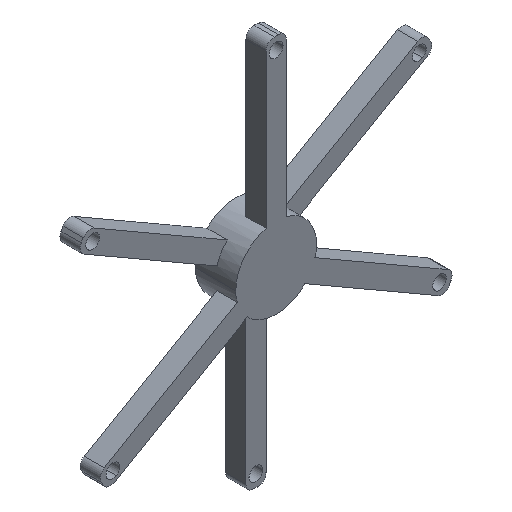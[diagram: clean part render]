
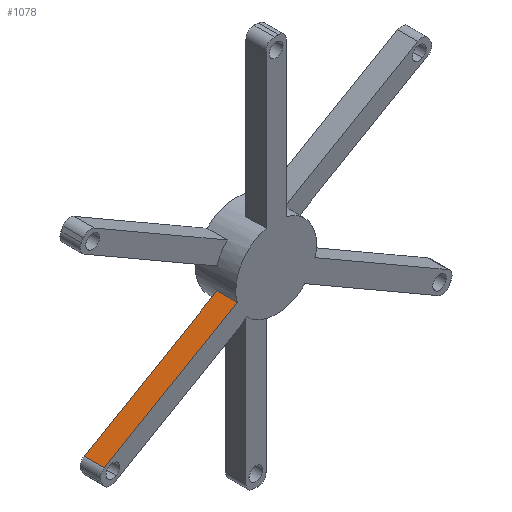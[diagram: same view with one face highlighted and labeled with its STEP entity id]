
A CAD part, isometric view. The second image highlights one B-rep face of the part: STEP entity #1078.
In plain terms, the highlighted planar face has unit normal (-0.5, 0, 0.866).
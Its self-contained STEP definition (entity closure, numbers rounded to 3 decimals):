
#127 = VECTOR ( 'NONE', #494, 1000. ) ;
#144 = LINE ( 'NONE', #549, #1305 ) ;
#208 = EDGE_CURVE ( 'NONE', #382, #1649, #144, .T. ) ;
#218 = LINE ( 'NONE', #1781, #127 ) ;
#223 = LINE ( 'NONE', #794, #1782 ) ;
#232 = VECTOR ( 'NONE', #648, 1000. ) ;
#382 = VERTEX_POINT ( 'NONE', #942 ) ;
#494 = DIRECTION ( 'NONE',  ( 0., 1., 0. ) ) ;
#549 = CARTESIAN_POINT ( 'NONE',  ( -212.721, 25., -108.381 ) ) ;
#598 = CARTESIAN_POINT ( 'NONE',  ( -48.176, 25., -13.381 ) ) ;
#648 = DIRECTION ( 'NONE',  ( -0.866, 0., -0.5 ) ) ;
#698 = DIRECTION ( 'NONE',  ( -0.5, 0., 0.866 ) ) ;
#702 = VERTEX_POINT ( 'NONE', #598 ) ;
#779 = EDGE_CURVE ( 'NONE', #1540, #702, #218, .T. ) ;
#786 = EDGE_LOOP ( 'NONE', ( #1699, #1068, #1677, #1676 ) ) ;
#794 = CARTESIAN_POINT ( 'NONE',  ( -48.176, 25., -13.381 ) ) ;
#942 = CARTESIAN_POINT ( 'NONE',  ( -212.721, 25., -108.381 ) ) ;
#958 = FACE_OUTER_BOUND ( 'NONE', #786, .T. ) ;
#1068 = ORIENTED_EDGE ( 'NONE', *, *, #1499, .T. ) ;
#1078 = ADVANCED_FACE ( 'NONE', ( #958 ), #1120, .T. ) ;
#1107 = DIRECTION ( 'NONE',  ( 0., -1., 0. ) ) ;
#1120 = PLANE ( 'NONE',  #1465 ) ;
#1253 = CARTESIAN_POINT ( 'NONE',  ( -48.176, 25., -13.381 ) ) ;
#1305 = VECTOR ( 'NONE', #1107, 1000. ) ;
#1345 = DIRECTION ( 'NONE',  ( -0.866, 0., -0.5 ) ) ;
#1422 = EDGE_CURVE ( 'NONE', #1540, #1649, #1746, .T. ) ;
#1465 = AXIS2_PLACEMENT_3D ( 'NONE', #1253, #698, #1522 ) ;
#1499 = EDGE_CURVE ( 'NONE', #702, #382, #223, .T. ) ;
#1522 = DIRECTION ( 'NONE',  ( 0., 1., 0. ) ) ;
#1540 = VERTEX_POINT ( 'NONE', #1609 ) ;
#1588 = CARTESIAN_POINT ( 'NONE',  ( -212.721, 0., -108.381 ) ) ;
#1598 = CARTESIAN_POINT ( 'NONE',  ( -48.176, 0., -13.381 ) ) ;
#1609 = CARTESIAN_POINT ( 'NONE',  ( -48.176, 0., -13.381 ) ) ;
#1649 = VERTEX_POINT ( 'NONE', #1588 ) ;
#1676 = ORIENTED_EDGE ( 'NONE', *, *, #1422, .F. ) ;
#1677 = ORIENTED_EDGE ( 'NONE', *, *, #208, .T. ) ;
#1699 = ORIENTED_EDGE ( 'NONE', *, *, #779, .T. ) ;
#1746 = LINE ( 'NONE', #1598, #232 ) ;
#1781 = CARTESIAN_POINT ( 'NONE',  ( -48.176, 25., -13.381 ) ) ;
#1782 = VECTOR ( 'NONE', #1345, 1000. ) ;
